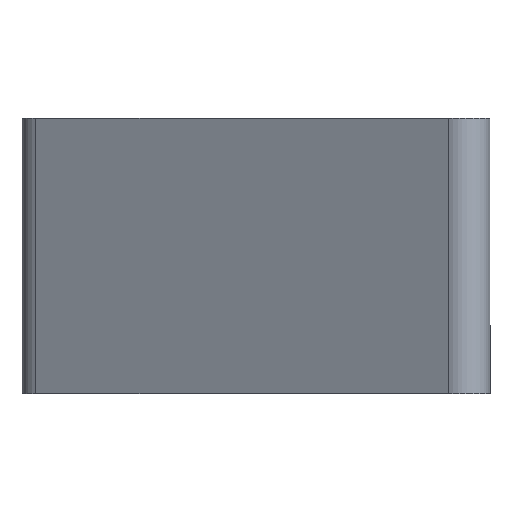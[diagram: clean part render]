
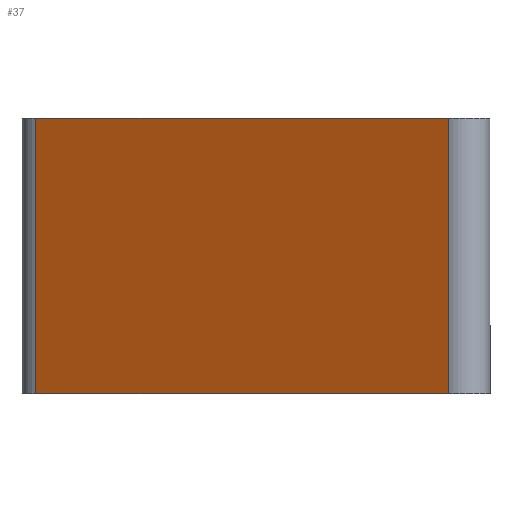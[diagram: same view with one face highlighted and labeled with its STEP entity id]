
A CAD part, left-side view. The second image highlights one B-rep face of the part: STEP entity #37.
In plain terms, the highlighted planar face has unit normal (-0.866, 0.5, 0).
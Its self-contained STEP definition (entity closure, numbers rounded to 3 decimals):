
#37=ADVANCED_FACE('',(#50),#45,.T.);
#45=PLANE('',#196);
#50=FACE_OUTER_BOUND('',#58,.T.);
#58=EDGE_LOOP('',(#77,#78,#79,#80));
#77=ORIENTED_EDGE('',*,*,#123,.F.);
#78=ORIENTED_EDGE('',*,*,#125,.T.);
#79=ORIENTED_EDGE('',*,*,#126,.F.);
#80=ORIENTED_EDGE('',*,*,#127,.T.);
#111=VERTEX_POINT('',#284);
#112=VERTEX_POINT('',#286);
#113=VERTEX_POINT('',#290);
#114=VERTEX_POINT('',#292);
#123=EDGE_CURVE('',#111,#112,#139,.T.);
#125=EDGE_CURVE('',#111,#113,#140,.T.);
#126=EDGE_CURVE('',#114,#113,#141,.T.);
#127=EDGE_CURVE('',#114,#112,#142,.T.);
#139=LINE('',#285,#151);
#140=LINE('',#289,#152);
#141=LINE('',#291,#153);
#142=LINE('',#293,#154);
#151=VECTOR('',#218,1.0);
#152=VECTOR('',#223,1.0);
#153=VECTOR('',#224,1.0);
#154=VECTOR('',#225,1.0);
#196=AXIS2_PLACEMENT_3D('',#294,#226,#227);
#218=DIRECTION('',(0.5,0.866,0.0));
#223=DIRECTION('',(0.,0.,1.0));
#224=DIRECTION('',(-0.5,-0.866,0.));
#225=DIRECTION('',(0.,0.,-1.0));
#226=DIRECTION('',(-0.866,0.5,0.));
#227=DIRECTION('',(-0.5,-0.866,0.0));
#284=CARTESIAN_POINT('',(0.687,1.191,-7.938));
#285=CARTESIAN_POINT('',(3.248,5.625,-7.938));
#286=CARTESIAN_POINT('',(7.561,13.097,-7.938));
#289=CARTESIAN_POINT('',(0.687,1.191,0.));
#290=CARTESIAN_POINT('',(0.687,1.191,0.));
#291=CARTESIAN_POINT('',(4.124,7.144,0.));
#292=CARTESIAN_POINT('',(7.561,13.097,0.));
#293=CARTESIAN_POINT('',(7.561,13.097,0.));
#294=CARTESIAN_POINT('',(3.248,5.625,0.));
